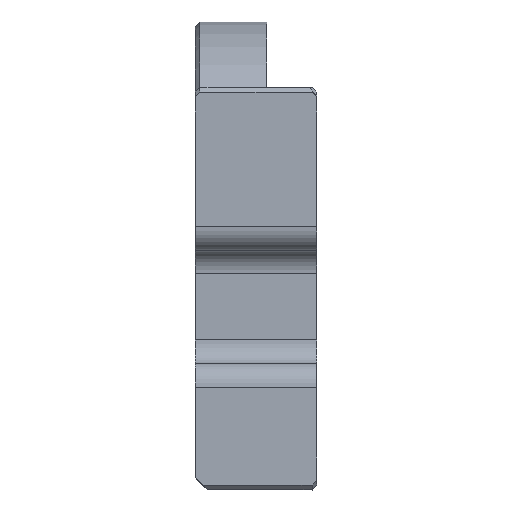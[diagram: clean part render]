
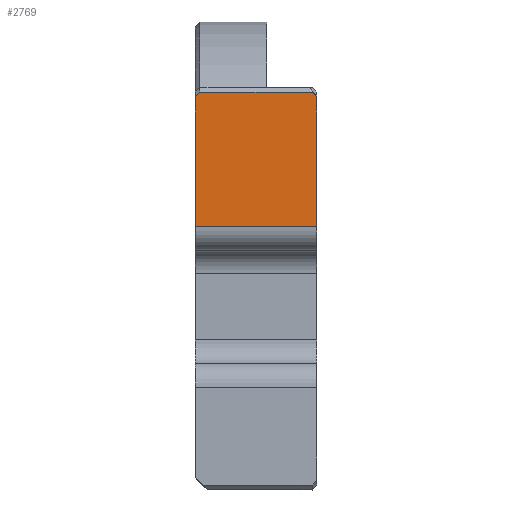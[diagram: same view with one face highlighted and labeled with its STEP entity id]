
A CAD part, left-side view. The second image highlights one B-rep face of the part: STEP entity #2769.
In plain terms, the highlighted planar face has unit normal (-1, 0, 0).
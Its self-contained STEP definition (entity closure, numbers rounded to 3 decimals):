
#140=PLANE('',#3028);
#273=FACE_OUTER_BOUND('',#447,.T.);
#447=EDGE_LOOP('',(#2309,#2310,#2311,#2312,#2313,#2314));
#589=LINE('',#4114,#866);
#593=LINE('',#4121,#870);
#604=LINE('',#4161,#881);
#696=LINE('',#4446,#973);
#705=LINE('',#4495,#982);
#706=LINE('',#4496,#983);
#866=VECTOR('',#3280,10.);
#870=VECTOR('',#3286,1000.);
#881=VECTOR('',#3319,10.);
#973=VECTOR('',#3595,10.);
#982=VECTOR('',#3642,2.);
#983=VECTOR('',#3643,10.);
#1257=VERTEX_POINT('',#4111);
#1258=VERTEX_POINT('',#4113);
#1260=VERTEX_POINT('',#4119);
#1277=VERTEX_POINT('',#4158);
#1278=VERTEX_POINT('',#4160);
#1388=VERTEX_POINT('',#4494);
#1542=EDGE_CURVE('',#1257,#1258,#589,.T.);
#1546=EDGE_CURVE('',#1260,#1257,#593,.T.);
#1566=EDGE_CURVE('',#1277,#1278,#604,.T.);
#1708=EDGE_CURVE('',#1260,#1278,#696,.T.);
#1726=EDGE_CURVE('',#1388,#1277,#705,.T.);
#1727=EDGE_CURVE('',#1258,#1388,#706,.T.);
#2309=ORIENTED_EDGE('',*,*,#1726,.F.);
#2310=ORIENTED_EDGE('',*,*,#1727,.F.);
#2311=ORIENTED_EDGE('',*,*,#1542,.F.);
#2312=ORIENTED_EDGE('',*,*,#1546,.F.);
#2313=ORIENTED_EDGE('',*,*,#1708,.T.);
#2314=ORIENTED_EDGE('',*,*,#1566,.F.);
#2769=ADVANCED_FACE('',(#273),#140,.T.);
#3028=AXIS2_PLACEMENT_3D('',#4493,#3640,#3641);
#3280=DIRECTION('',(0.,-0.707,-0.707));
#3286=DIRECTION('',(0.,-1.,0.));
#3319=DIRECTION('',(0.,0.,1.));
#3595=DIRECTION('',(0.,0.707,-0.707));
#3640=DIRECTION('center_axis',(-1.,0.,0.));
#3641=DIRECTION('ref_axis',(0.,0.,-1.));
#3642=DIRECTION('',(0.,1.,0.));
#3643=DIRECTION('',(0.,0.,-1.));
#4111=CARTESIAN_POINT('',(-10.455,222.45,12.4));
#4113=CARTESIAN_POINT('',(-10.455,222.05,12.));
#4114=CARTESIAN_POINT('',(-10.455,223.45,13.4));
#4119=CARTESIAN_POINT('',(-10.455,231.65,12.4));
#4121=CARTESIAN_POINT('',(-10.455,226.05,12.4));
#4158=CARTESIAN_POINT('',(-10.455,232.05,1.349));
#4160=CARTESIAN_POINT('',(-10.455,232.05,12.));
#4161=CARTESIAN_POINT('',(-10.455,232.05,3.238));
#4446=CARTESIAN_POINT('',(-10.455,230.05,14.));
#4493=CARTESIAN_POINT('Origin',(-10.455,226.05,12.8));
#4494=CARTESIAN_POINT('',(-10.455,222.05,1.349));
#4495=CARTESIAN_POINT('',(-10.455,222.05,1.349));
#4496=CARTESIAN_POINT('',(-10.455,222.05,3.238));
